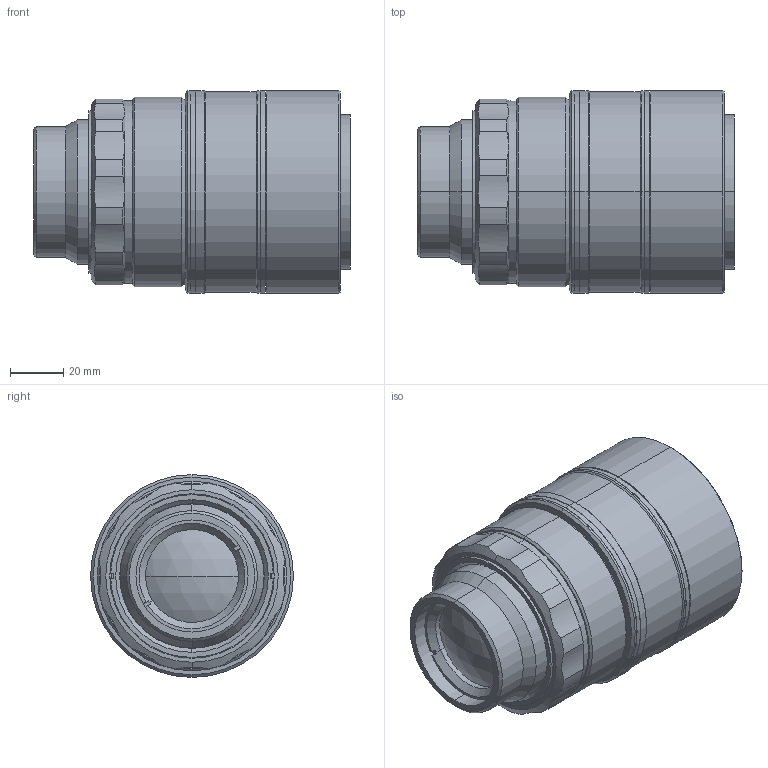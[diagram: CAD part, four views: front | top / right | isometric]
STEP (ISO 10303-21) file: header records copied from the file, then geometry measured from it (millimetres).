
FILE_DESCRIPTION (( 'STEP AP203' ), '1' );
FILE_NAME ('DP29254-B_MC12K012X-K.step', '2022-01-03T14:43:23', ( '' ), ( '' ), 'SwSTEP 2.0', 'SolidWorks 2021', '' );
FILE_SCHEMA (( 'CONFIG_CONTROL_DESIGN' ));
Length unit declared in the file: millimetre
Products named in the file (1): DP29254-B_MC12K012X-K
Bounding box: 118.71 x 76 x 76 mm (x, y, z)
Surface area: 56485.2 mm2 (no closed solid volume)
Topology: 0 solids, 15 shells, 116 faces, 323 edges, 221 vertices
Faces by surface type: cylinder 65, cone 30, plane 19, sphere 2
Entity records: 4171 total; most frequent: CARTESIAN_POINT 1083, DIRECTION 679, ORIENTED_EDGE 545, EDGE_CURVE 323, AXIS2_PLACEMENT_3D 281, VERTEX_POINT 221, CIRCLE 164, EDGE_LOOP 136
